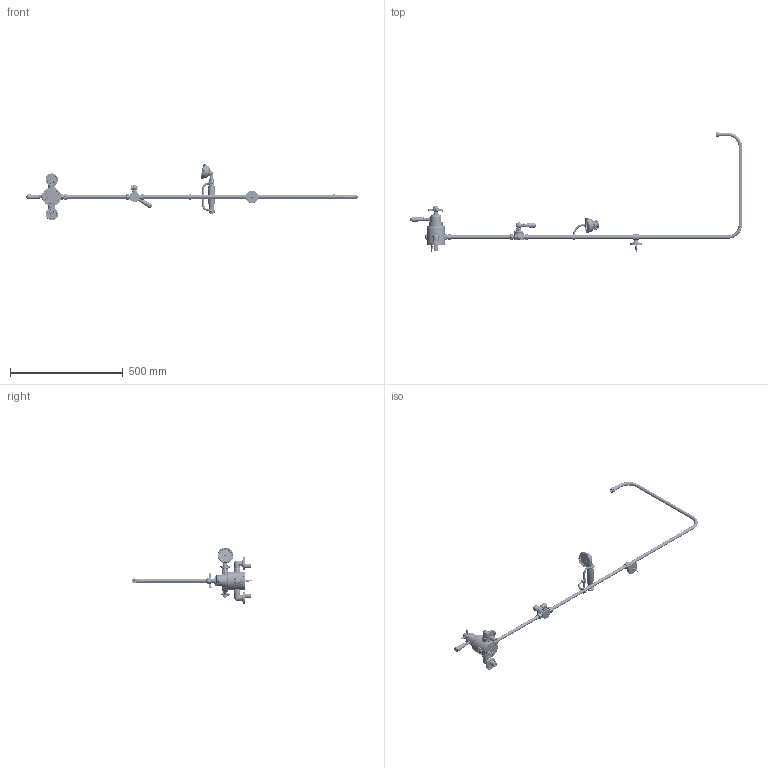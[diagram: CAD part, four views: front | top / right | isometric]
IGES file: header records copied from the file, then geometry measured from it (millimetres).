
Global section: file name: No Iges File Name specified; native system: Autodesk Inventor 2012; preprocessor: AutoDesk Inventor Iges Exporter R2012; author: adaniels; date: 20111202.111852; units: millimetre
Bounding box: 1472.43 x 532.77 x 251.33 mm (x, y, z)
Volume: 1041593.2 mm3; surface area: 557342.7 mm2
Topology: 116 solids, 160 shells, 4407 faces, 11064 edges, 7143 vertices
Faces by surface type: plane 2091, revolution 952, cylinder 559, bspline 460, cone 204, torus 132, sphere 9
Full cylindrical faces by diameter (mm): 3.14 x1, 3.571 x1, 4 x8, 4.8 x1, 5 x2, 5.5 x1, 5.8 x1, 6 x5, 6.3 x1, 6.35 x4, 6.5 x2, 7.5 x3, 7.6 x1, 7.9 x4, 8 x3, 8.5 x2, 8.85 x1, 9 x1, 9.1 x1, 9.4 x1, 9.5 x2, 9.52 x1, 10 x4, 10.1 x1, 10.598 x1, 10.7 x2, 10.9 x4, 11 x7, 11.366 x1, 12 x5
